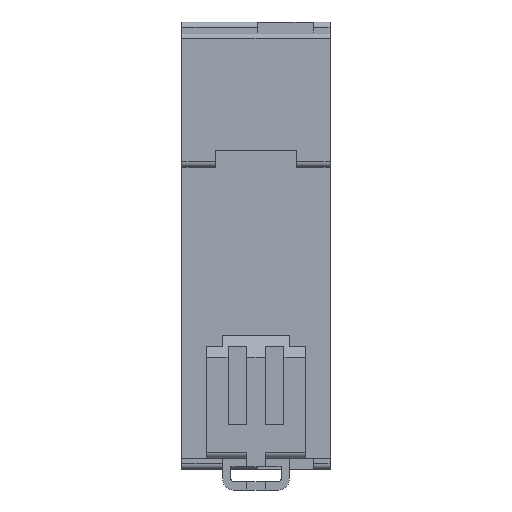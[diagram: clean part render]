
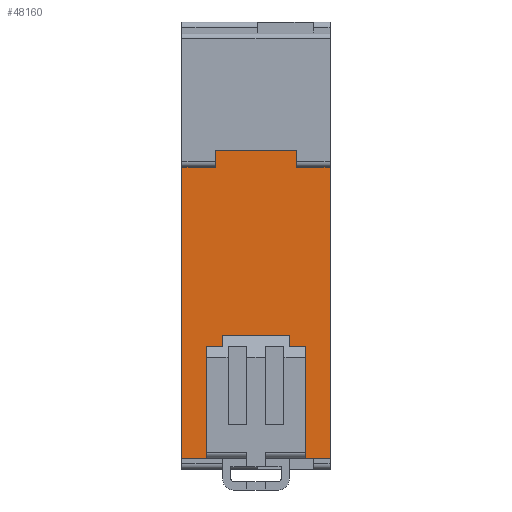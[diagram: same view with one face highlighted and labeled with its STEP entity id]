
A CAD part, front view. The second image highlights one B-rep face of the part: STEP entity #48160.
In plain terms, the highlighted planar face has unit normal (0, -1, 0).
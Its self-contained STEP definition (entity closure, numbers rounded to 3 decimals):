
#18 = EDGE_CURVE ( 'NONE', #44025, #39928, #44450, .T. ) ;
#1207 = VECTOR ( 'NONE', #7417, 1000. ) ;
#1289 = LINE ( 'NONE', #10300, #30227 ) ;
#2100 = CARTESIAN_POINT ( 'NONE',  ( 6., -27.1, -18. ) ) ;
#3343 = CARTESIAN_POINT ( 'NONE',  ( 13.25, -27.1, 17. ) ) ;
#3981 = VERTEX_POINT ( 'NONE', #19782 ) ;
#4092 = DIRECTION ( 'NONE',  ( 1., 0., 0. ) ) ;
#4790 = EDGE_CURVE ( 'NONE', #18804, #39478, #7985, .T. ) ;
#4841 = VECTOR ( 'NONE', #57375, 1000. ) ;
#5354 = DIRECTION ( 'NONE',  ( 1., 0., 0. ) ) ;
#6482 = VERTEX_POINT ( 'NONE', #31924 ) ;
#7417 = DIRECTION ( 'NONE',  ( 0., 0., 1. ) ) ;
#7713 = LINE ( 'NONE', #11477, #54872 ) ;
#7985 = LINE ( 'NONE', #25763, #4841 ) ;
#8392 = ORIENTED_EDGE ( 'NONE', *, *, #39127, .T. ) ;
#8890 = DIRECTION ( 'NONE',  ( 0., 0., -1. ) ) ;
#8979 = ORIENTED_EDGE ( 'NONE', *, *, #28078, .T. ) ;
#10300 = CARTESIAN_POINT ( 'NONE',  ( 13.25, -27.1, -18. ) ) ;
#11015 = CARTESIAN_POINT ( 'NONE',  ( -6., -27.1, -18. ) ) ;
#11477 = CARTESIAN_POINT ( 'NONE',  ( 13.25, -27.1, -18. ) ) ;
#11769 = LINE ( 'NONE', #3343, #1207 ) ;
#12198 = AXIS2_PLACEMENT_3D ( 'NONE', #48695, #52475, #8890 ) ;
#12546 = CARTESIAN_POINT ( 'NONE',  ( -13.25, -27.1, -38. ) ) ;
#13009 = EDGE_CURVE ( 'NONE', #6482, #44025, #1289, .T. ) ;
#13113 = CARTESIAN_POINT ( 'NONE',  ( 13.25, -27.1, -38. ) ) ;
#14428 = DIRECTION ( 'NONE',  ( 0., 0., 1. ) ) ;
#14490 = VECTOR ( 'NONE', #16922, 1000. ) ;
#15297 = CARTESIAN_POINT ( 'NONE',  ( -8.9, -27.1, 17. ) ) ;
#16633 = LINE ( 'NONE', #30040, #14490 ) ;
#16922 = DIRECTION ( 'NONE',  ( -1., 0., 0. ) ) ;
#16950 = VECTOR ( 'NONE', #48532, 1000. ) ;
#18287 = CARTESIAN_POINT ( 'NONE',  ( 13.25, -27.1, -18. ) ) ;
#18804 = VERTEX_POINT ( 'NONE', #47062 ) ;
#19474 = LINE ( 'NONE', #51115, #21651 ) ;
#19782 = CARTESIAN_POINT ( 'NONE',  ( -13.25, -27.1, 17. ) ) ;
#20595 = CARTESIAN_POINT ( 'NONE',  ( 13.25, -27.1, -38. ) ) ;
#21651 = VECTOR ( 'NONE', #47655, 1000. ) ;
#21979 = CARTESIAN_POINT ( 'NONE',  ( 13.25, -27.1, 17. ) ) ;
#22454 = LINE ( 'NONE', #13113, #53746 ) ;
#23004 = ORIENTED_EDGE ( 'NONE', *, *, #13009, .T. ) ;
#24345 = ORIENTED_EDGE ( 'NONE', *, *, #18, .T. ) ;
#24668 = CARTESIAN_POINT ( 'NONE',  ( -8.9, -27.1, -38. ) ) ;
#25496 = DIRECTION ( 'NONE',  ( 1., 0., 0. ) ) ;
#25763 = CARTESIAN_POINT ( 'NONE',  ( 13.25, -27.1, -38. ) ) ;
#25815 = VERTEX_POINT ( 'NONE', #24668 ) ;
#27172 = EDGE_CURVE ( 'NONE', #32617, #3981, #16633, .T. ) ;
#27265 = ORIENTED_EDGE ( 'NONE', *, *, #30273, .T. ) ;
#27614 = LINE ( 'NONE', #31397, #46845 ) ;
#28078 = EDGE_CURVE ( 'NONE', #39478, #32617, #11769, .T. ) ;
#28861 = ORIENTED_EDGE ( 'NONE', *, *, #43026, .T. ) ;
#30040 = CARTESIAN_POINT ( 'NONE',  ( 13.25, -27.1, 17. ) ) ;
#30227 = VECTOR ( 'NONE', #5354, 1000. ) ;
#30273 = EDGE_CURVE ( 'NONE', #25815, #6482, #54286, .T. ) ;
#30872 = ORIENTED_EDGE ( 'NONE', *, *, #48108, .T. ) ;
#31300 = VECTOR ( 'NONE', #14428, 1000. ) ;
#31397 = CARTESIAN_POINT ( 'NONE',  ( 8.9, -27.1, 17. ) ) ;
#31924 = CARTESIAN_POINT ( 'NONE',  ( -8.9, -27.1, -18. ) ) ;
#32617 = VERTEX_POINT ( 'NONE', #21979 ) ;
#39127 = EDGE_CURVE ( 'NONE', #40060, #25815, #22454, .T. ) ;
#39478 = VERTEX_POINT ( 'NONE', #20595 ) ;
#39928 = VERTEX_POINT ( 'NONE', #2100 ) ;
#40060 = VERTEX_POINT ( 'NONE', #12546 ) ;
#41067 = ORIENTED_EDGE ( 'NONE', *, *, #56558, .T. ) ;
#41342 = CARTESIAN_POINT ( 'NONE',  ( 8.9, -27.1, -18. ) ) ;
#43026 = EDGE_CURVE ( 'NONE', #3981, #40060, #19474, .T. ) ;
#44025 = VERTEX_POINT ( 'NONE', #11015 ) ;
#44450 = LINE ( 'NONE', #18287, #16950 ) ;
#46127 = ORIENTED_EDGE ( 'NONE', *, *, #27172, .T. ) ;
#46640 = EDGE_LOOP ( 'NONE', ( #8392, #27265, #23004, #24345, #30872, #41067, #51870, #8979, #46127, #28861 ) ) ;
#46845 = VECTOR ( 'NONE', #54003, 1000. ) ;
#47062 = CARTESIAN_POINT ( 'NONE',  ( 8.9, -27.1, -38. ) ) ;
#47655 = DIRECTION ( 'NONE',  ( 0., 0., -1. ) ) ;
#48108 = EDGE_CURVE ( 'NONE', #39928, #55265, #7713, .T. ) ;
#48134 = FACE_OUTER_BOUND ( 'NONE', #46640, .T. ) ;
#48160 = ADVANCED_FACE ( 'NONE', ( #48134 ), #48416, .T. ) ;
#48416 = PLANE ( 'NONE',  #12198 ) ;
#48532 = DIRECTION ( 'NONE',  ( 1., 0., 0. ) ) ;
#48695 = CARTESIAN_POINT ( 'NONE',  ( 13.25, -27.1, 17. ) ) ;
#51115 = CARTESIAN_POINT ( 'NONE',  ( -13.25, -27.1, 17. ) ) ;
#51870 = ORIENTED_EDGE ( 'NONE', *, *, #4790, .T. ) ;
#52475 = DIRECTION ( 'NONE',  ( 0., -1., 0. ) ) ;
#53746 = VECTOR ( 'NONE', #4092, 1000. ) ;
#54003 = DIRECTION ( 'NONE',  ( 0., 0., -1. ) ) ;
#54286 = LINE ( 'NONE', #15297, #31300 ) ;
#54872 = VECTOR ( 'NONE', #25496, 1000. ) ;
#55265 = VERTEX_POINT ( 'NONE', #41342 ) ;
#56558 = EDGE_CURVE ( 'NONE', #55265, #18804, #27614, .T. ) ;
#57375 = DIRECTION ( 'NONE',  ( 1., 0., 0. ) ) ;
